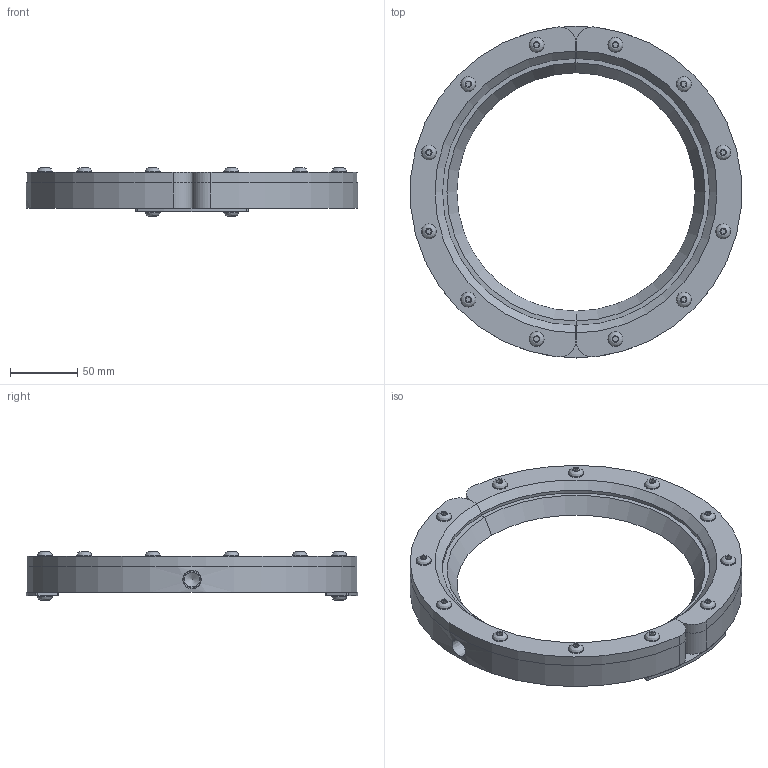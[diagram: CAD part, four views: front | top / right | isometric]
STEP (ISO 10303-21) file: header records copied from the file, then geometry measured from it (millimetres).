
FILE_DESCRIPTION((''),'2;1');
FILE_NAME('2407-3D.stp','2010-06-03T16:06:57',('michael witt'),(''),'Autodesk Inventor 2010','Autodesk Inventor 2010','');
FILE_SCHEMA(('AUTOMOTIVE_DESIGN { 1 0 10303 214 1 1 1 1 }'));
Length unit declared in the file: inch
Products named in the file (23): Assembly17; Part678; Part680; Part682; Part684; Part686; Part688; Part690; Part692; Part694; Part696; Part698; Part700; Part702; Part704; Part706; Part708; Part710; Part712; Part714; Part716; Part718; Part720
Assembly tree (22 placements, depth 2):
  Assembly17
    Part678
    Part680
    Part682
    Part684
    Part686
    Part688
    Part690
    Part692
    Part694
    Part696
    Part698
    Part700
    Part702
    Part704
    Part706
    Part708
    Part710
    Part712
    Part714
    Part716
    Part718
    Part720
Bounding box: 247.65 x 247.65 x 36.33 mm (x, y, z)
Volume: 504206.5 mm3; surface area: 136755.8 mm2
Topology: 22 solids, 22 shells, 321 faces, 729 edges, 486 vertices
Faces by surface type: bspline 129, plane 118, cylinder 60, cone 14
Full cylindrical faces by diameter (mm): 6.35 x16, 7.112 x9, 11.1 x10, 11.114 x1
Entity records: 10335 total; most frequent: CARTESIAN_POINT 3131, DIRECTION 1294, ORIENTED_EDGE 1196, EDGE_CURVE 598, EDGE_LOOP 506, AXIS2_PLACEMENT_3D 463, VERTEX_POINT 452, VECTOR 368
